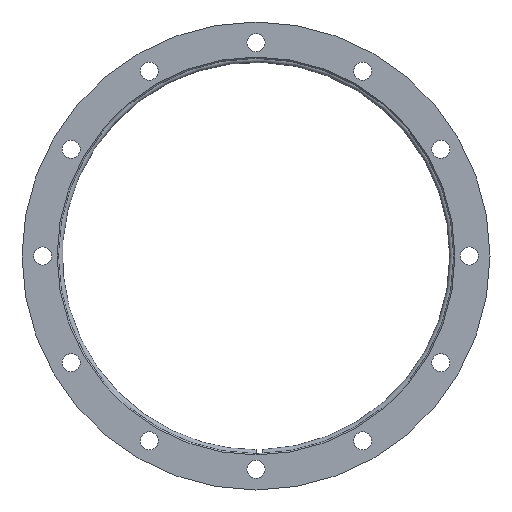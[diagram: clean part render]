
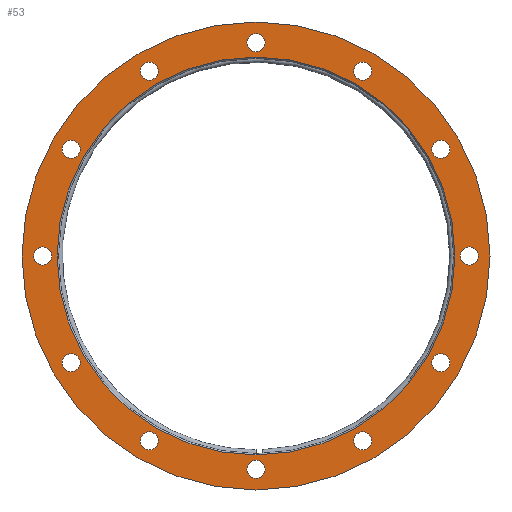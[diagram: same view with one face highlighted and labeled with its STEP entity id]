
A CAD part, left-side view. The second image highlights one B-rep face of the part: STEP entity #53.
In plain terms, the highlighted planar face has unit normal (-1, 0, 0).
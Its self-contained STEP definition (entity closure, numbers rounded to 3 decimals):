
#3 = CARTESIAN_POINT ( 'NONE',  ( -9.5, -130., -5.5 ) ) ;
#7 = CIRCLE ( 'NONE', #443, 5.5 ) ;
#9 = FACE_BOUND ( 'NONE', #556, .T. ) ;
#10 = CARTESIAN_POINT ( 'NONE',  ( -9.5, -65., -118.083 ) ) ;
#18 = DIRECTION ( 'NONE',  ( 1., 0., 0. ) ) ;
#24 = EDGE_LOOP ( 'NONE', ( #588 ) ) ;
#27 = CARTESIAN_POINT ( 'NONE',  ( -9.5, 0., 130. ) ) ;
#36 = DIRECTION ( 'NONE',  ( 0., 0., -1. ) ) ;
#38 = EDGE_LOOP ( 'NONE', ( #404 ) ) ;
#41 = CARTESIAN_POINT ( 'NONE',  ( -9.5, 0., -142.5 ) ) ;
#44 = EDGE_LOOP ( 'NONE', ( #641 ) ) ;
#53 = ADVANCED_FACE ( 'NONE', ( #531, #561, #335, #141, #295, #586, #169, #401, #607, #9, #575, #749, #720, #181 ), #506, .F. ) ;
#62 = ORIENTED_EDGE ( 'NONE', *, *, #606, .T. ) ;
#85 = AXIS2_PLACEMENT_3D ( 'NONE', #601, #193, #600 ) ;
#86 = ORIENTED_EDGE ( 'NONE', *, *, #667, .T. ) ;
#89 = EDGE_CURVE ( 'NONE', #584, #584, #253, .T. ) ;
#93 = ORIENTED_EDGE ( 'NONE', *, *, #633, .T. ) ;
#97 = VERTEX_POINT ( 'NONE', #447 ) ;
#98 = CIRCLE ( 'NONE', #249, 5.5 ) ;
#102 = EDGE_LOOP ( 'NONE', ( #62 ) ) ;
#104 = DIRECTION ( 'NONE',  ( 0., 0., -1. ) ) ;
#106 = AXIS2_PLACEMENT_3D ( 'NONE', #136, #544, #198 ) ;
#110 = DIRECTION ( 'NONE',  ( 1., 0., 0. ) ) ;
#125 = ORIENTED_EDGE ( 'NONE', *, *, #175, .T. ) ;
#129 = CARTESIAN_POINT ( 'NONE',  ( -9.5, 112.583, -70.5 ) ) ;
#133 = EDGE_CURVE ( 'NONE', #304, #304, #412, .T. ) ;
#136 = CARTESIAN_POINT ( 'NONE',  ( -9.5, 0., -130. ) ) ;
#139 = VERTEX_POINT ( 'NONE', #3 ) ;
#141 = FACE_BOUND ( 'NONE', #661, .T. ) ;
#144 = EDGE_CURVE ( 'NONE', #509, #509, #348, .T. ) ;
#165 = VERTEX_POINT ( 'NONE', #10 ) ;
#169 = FACE_BOUND ( 'NONE', #44, .T. ) ;
#175 = EDGE_CURVE ( 'NONE', #471, #471, #218, .T. ) ;
#181 = FACE_OUTER_BOUND ( 'NONE', #619, .T. ) ;
#182 = CARTESIAN_POINT ( 'NONE',  ( -9.5, 0., 124.5 ) ) ;
#185 = CARTESIAN_POINT ( 'NONE',  ( -9.5, 65., -118.083 ) ) ;
#189 = CARTESIAN_POINT ( 'NONE',  ( -9.5, 0., 142.5 ) ) ;
#193 = DIRECTION ( 'NONE',  ( 1., 0., 0. ) ) ;
#195 = DIRECTION ( 'NONE',  ( 0., 0., -1. ) ) ;
#198 = DIRECTION ( 'NONE',  ( 0., 0., -1. ) ) ;
#201 = DIRECTION ( 'NONE',  ( 0., 0., -1. ) ) ;
#203 = EDGE_CURVE ( 'NONE', #370, #370, #439, .T. ) ;
#217 = DIRECTION ( 'NONE',  ( 0., 0., -1. ) ) ;
#218 = CIRCLE ( 'NONE', #307, 5.5 ) ;
#223 = EDGE_CURVE ( 'NONE', #139, #139, #98, .T. ) ;
#225 = CARTESIAN_POINT ( 'NONE',  ( -9.5, -112.583, -65. ) ) ;
#226 = CARTESIAN_POINT ( 'NONE',  ( -9.5, 112.583, 59.5 ) ) ;
#228 = DIRECTION ( 'NONE',  ( 0., 0., -1. ) ) ;
#233 = CARTESIAN_POINT ( 'NONE',  ( -9.5, -130., 0. ) ) ;
#246 = ORIENTED_EDGE ( 'NONE', *, *, #624, .T. ) ;
#249 = AXIS2_PLACEMENT_3D ( 'NONE', #233, #386, #104 ) ;
#253 = CIRCLE ( 'NONE', #746, 5.5 ) ;
#258 = VERTEX_POINT ( 'NONE', #185 ) ;
#265 = ORIENTED_EDGE ( 'NONE', *, *, #513, .T. ) ;
#267 = CARTESIAN_POINT ( 'NONE',  ( -9.5, 112.583, -65. ) ) ;
#270 = VERTEX_POINT ( 'NONE', #400 ) ;
#276 = CARTESIAN_POINT ( 'NONE',  ( -9.5, 0., 0. ) ) ;
#277 = AXIS2_PLACEMENT_3D ( 'NONE', #27, #18, #195 ) ;
#288 = EDGE_CURVE ( 'NONE', #270, #270, #704, .T. ) ;
#292 = DIRECTION ( 'NONE',  ( 1., 0., 0. ) ) ;
#295 = FACE_BOUND ( 'NONE', #297, .T. ) ;
#297 = EDGE_LOOP ( 'NONE', ( #125 ) ) ;
#304 = VERTEX_POINT ( 'NONE', #182 ) ;
#307 = AXIS2_PLACEMENT_3D ( 'NONE', #225, #686, #565 ) ;
#321 = CARTESIAN_POINT ( 'NONE',  ( -9.5, -65., 112.583 ) ) ;
#329 = DIRECTION ( 'NONE',  ( 1., 0., 0. ) ) ;
#335 = FACE_BOUND ( 'NONE', #392, .T. ) ;
#337 = EDGE_LOOP ( 'NONE', ( #617 ) ) ;
#343 = CARTESIAN_POINT ( 'NONE',  ( -9.5, -112.583, 59.5 ) ) ;
#348 = CIRCLE ( 'NONE', #582, 5.5 ) ;
#352 = VERTEX_POINT ( 'NONE', #129 ) ;
#364 = ORIENTED_EDGE ( 'NONE', *, *, #223, .T. ) ;
#370 = VERTEX_POINT ( 'NONE', #525 ) ;
#378 = DIRECTION ( 'NONE',  ( 0., 0., -1. ) ) ;
#382 = DIRECTION ( 'NONE',  ( -1., 0., 0. ) ) ;
#383 = DIRECTION ( 'NONE',  ( 0., 0., 1. ) ) ;
#386 = DIRECTION ( 'NONE',  ( 1., 0., 0. ) ) ;
#391 = EDGE_LOOP ( 'NONE', ( #93 ) ) ;
#392 = EDGE_LOOP ( 'NONE', ( #526 ) ) ;
#396 = DIRECTION ( 'NONE',  ( 1., 0., 0. ) ) ;
#400 = CARTESIAN_POINT ( 'NONE',  ( -9.5, 65., 107.083 ) ) ;
#401 = FACE_BOUND ( 'NONE', #555, .T. ) ;
#404 = ORIENTED_EDGE ( 'NONE', *, *, #426, .T. ) ;
#405 = CARTESIAN_POINT ( 'NONE',  ( -9.5, 0., -135.5 ) ) ;
#408 = VERTEX_POINT ( 'NONE', #405 ) ;
#409 = CARTESIAN_POINT ( 'NONE',  ( -9.5, 65., 112.583 ) ) ;
#411 = AXIS2_PLACEMENT_3D ( 'NONE', #409, #292, #697 ) ;
#412 = CIRCLE ( 'NONE', #277, 5.5 ) ;
#424 = AXIS2_PLACEMENT_3D ( 'NONE', #267, #508, #378 ) ;
#426 = EDGE_CURVE ( 'NONE', #634, #634, #560, .T. ) ;
#434 = CARTESIAN_POINT ( 'NONE',  ( -9.5, 65., -112.583 ) ) ;
#436 = DIRECTION ( 'NONE',  ( 1., 0., 0. ) ) ;
#439 = CIRCLE ( 'NONE', #734, 121.15 ) ;
#443 = AXIS2_PLACEMENT_3D ( 'NONE', #321, #671, #36 ) ;
#447 = CARTESIAN_POINT ( 'NONE',  ( -9.5, -65., 107.083 ) ) ;
#448 = CIRCLE ( 'NONE', #424, 5.5 ) ;
#466 = AXIS2_PLACEMENT_3D ( 'NONE', #504, #329, #736 ) ;
#471 = VERTEX_POINT ( 'NONE', #583 ) ;
#483 = EDGE_CURVE ( 'NONE', #408, #408, #691, .T. ) ;
#493 = AXIS2_PLACEMENT_3D ( 'NONE', #434, #663, #201 ) ;
#499 = DIRECTION ( 'NONE',  ( 0., 0., -1. ) ) ;
#500 = CIRCLE ( 'NONE', #466, 5.5 ) ;
#504 = CARTESIAN_POINT ( 'NONE',  ( -9.5, -65., -112.583 ) ) ;
#506 = PLANE ( 'NONE',  #590 ) ;
#508 = DIRECTION ( 'NONE',  ( 1., 0., 0. ) ) ;
#509 = VERTEX_POINT ( 'NONE', #226 ) ;
#513 = EDGE_CURVE ( 'NONE', #97, #97, #7, .T. ) ;
#518 = CARTESIAN_POINT ( 'NONE',  ( -9.5, -112.583, 65. ) ) ;
#525 = CARTESIAN_POINT ( 'NONE',  ( -9.5, 0., -121.15 ) ) ;
#526 = ORIENTED_EDGE ( 'NONE', *, *, #483, .T. ) ;
#531 = FACE_BOUND ( 'NONE', #391, .T. ) ;
#534 = AXIS2_PLACEMENT_3D ( 'NONE', #627, #382, #383 ) ;
#544 = DIRECTION ( 'NONE',  ( 1., 0., 0. ) ) ;
#555 = EDGE_LOOP ( 'NONE', ( #265 ) ) ;
#556 = EDGE_LOOP ( 'NONE', ( #721 ) ) ;
#560 = CIRCLE ( 'NONE', #85, 5.5 ) ;
#561 = FACE_BOUND ( 'NONE', #102, .T. ) ;
#565 = DIRECTION ( 'NONE',  ( 0., 0., -1. ) ) ;
#575 = FACE_BOUND ( 'NONE', #24, .T. ) ;
#582 = AXIS2_PLACEMENT_3D ( 'NONE', #690, #396, #632 ) ;
#583 = CARTESIAN_POINT ( 'NONE',  ( -9.5, -112.583, -70.5 ) ) ;
#584 = VERTEX_POINT ( 'NONE', #343 ) ;
#586 = FACE_BOUND ( 'NONE', #597, .T. ) ;
#588 = ORIENTED_EDGE ( 'NONE', *, *, #144, .T. ) ;
#590 = AXIS2_PLACEMENT_3D ( 'NONE', #41, #436, #499 ) ;
#597 = EDGE_LOOP ( 'NONE', ( #364 ) ) ;
#600 = DIRECTION ( 'NONE',  ( 0., 0., -1. ) ) ;
#601 = CARTESIAN_POINT ( 'NONE',  ( -9.5, 130., 0. ) ) ;
#606 = EDGE_CURVE ( 'NONE', #258, #258, #615, .T. ) ;
#607 = FACE_BOUND ( 'NONE', #706, .T. ) ;
#615 = CIRCLE ( 'NONE', #493, 5.5 ) ;
#617 = ORIENTED_EDGE ( 'NONE', *, *, #203, .T. ) ;
#619 = EDGE_LOOP ( 'NONE', ( #246 ) ) ;
#624 = EDGE_CURVE ( 'NONE', #688, #688, #625, .T. ) ;
#625 = CIRCLE ( 'NONE', #534, 142.5 ) ;
#627 = CARTESIAN_POINT ( 'NONE',  ( -9.5, 0., 0. ) ) ;
#632 = DIRECTION ( 'NONE',  ( 0., 0., -1. ) ) ;
#633 = EDGE_CURVE ( 'NONE', #352, #352, #448, .T. ) ;
#634 = VERTEX_POINT ( 'NONE', #689 ) ;
#641 = ORIENTED_EDGE ( 'NONE', *, *, #89, .T. ) ;
#645 = DIRECTION ( 'NONE',  ( 1., 0., 0. ) ) ;
#661 = EDGE_LOOP ( 'NONE', ( #86 ) ) ;
#663 = DIRECTION ( 'NONE',  ( 1., 0., 0. ) ) ;
#667 = EDGE_CURVE ( 'NONE', #165, #165, #500, .T. ) ;
#671 = DIRECTION ( 'NONE',  ( 1., 0., 0. ) ) ;
#686 = DIRECTION ( 'NONE',  ( 1., 0., 0. ) ) ;
#688 = VERTEX_POINT ( 'NONE', #189 ) ;
#689 = CARTESIAN_POINT ( 'NONE',  ( -9.5, 130., -5.5 ) ) ;
#690 = CARTESIAN_POINT ( 'NONE',  ( -9.5, 112.583, 65. ) ) ;
#691 = CIRCLE ( 'NONE', #106, 5.5 ) ;
#695 = ORIENTED_EDGE ( 'NONE', *, *, #133, .T. ) ;
#697 = DIRECTION ( 'NONE',  ( 0., 0., -1. ) ) ;
#704 = CIRCLE ( 'NONE', #411, 5.5 ) ;
#706 = EDGE_LOOP ( 'NONE', ( #695 ) ) ;
#720 = FACE_BOUND ( 'NONE', #337, .T. ) ;
#721 = ORIENTED_EDGE ( 'NONE', *, *, #288, .T. ) ;
#734 = AXIS2_PLACEMENT_3D ( 'NONE', #276, #645, #217 ) ;
#736 = DIRECTION ( 'NONE',  ( 0., 0., -1. ) ) ;
#746 = AXIS2_PLACEMENT_3D ( 'NONE', #518, #110, #228 ) ;
#749 = FACE_BOUND ( 'NONE', #38, .T. ) ;
